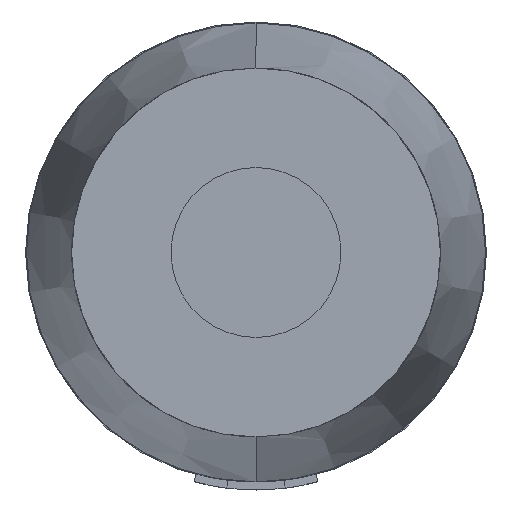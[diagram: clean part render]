
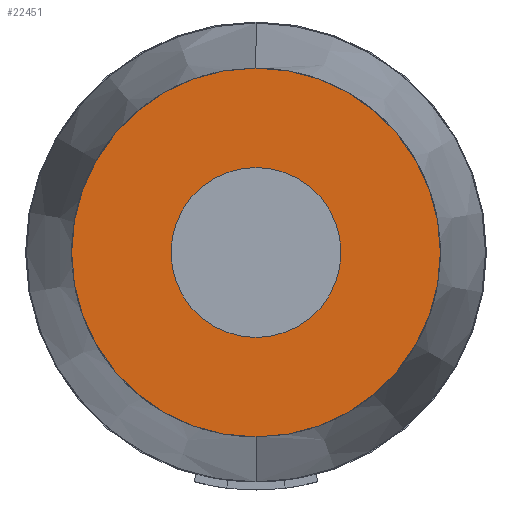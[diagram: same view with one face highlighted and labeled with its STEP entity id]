
A CAD part, front view. The second image highlights one B-rep face of the part: STEP entity #22451.
In plain terms, the highlighted planar face has unit normal (0, -1, 0).
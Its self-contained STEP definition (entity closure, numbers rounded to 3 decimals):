
#317 = EDGE_CURVE ( 'NONE', #17998, #11930, #22140, .T. ) ;
#565 = EDGE_CURVE ( 'NONE', #11930, #17998, #14600, .T. ) ;
#2397 = ORIENTED_EDGE ( 'NONE', *, *, #317, .F. ) ;
#2567 = ORIENTED_EDGE ( 'NONE', *, *, #565, .F. ) ;
#3311 = AXIS2_PLACEMENT_3D ( 'NONE', #17834, #6208, #19792 ) ;
#3485 = CARTESIAN_POINT ( 'NONE',  ( 0., -35.7, -4.6 ) ) ;
#3565 = DIRECTION ( 'NONE',  ( 0., 1., 0. ) ) ;
#4445 = EDGE_CURVE ( 'NONE', #16908, #19343, #18806, .T. ) ;
#6208 = DIRECTION ( 'NONE',  ( 0., -1., 0. ) ) ;
#6932 = CARTESIAN_POINT ( 'NONE',  ( 0., -35.7, -4.6 ) ) ;
#8295 = EDGE_CURVE ( 'NONE', #19343, #16908, #20646, .T. ) ;
#9624 = AXIS2_PLACEMENT_3D ( 'NONE', #24840, #24805, #24783 ) ;
#9814 = CARTESIAN_POINT ( 'NONE',  ( 0., -35.7, 0. ) ) ;
#9831 = DIRECTION ( 'NONE',  ( 0., 1., 0. ) ) ;
#9863 = DIRECTION ( 'NONE',  ( 0., 0., 1. ) ) ;
#9875 = EDGE_LOOP ( 'NONE', ( #2397, #2567 ) ) ;
#10642 = AXIS2_PLACEMENT_3D ( 'NONE', #16829, #16745, #15313 ) ;
#11190 = FACE_BOUND ( 'NONE', #17412, .T. ) ;
#11930 = VERTEX_POINT ( 'NONE', #6932 ) ;
#12177 = ORIENTED_EDGE ( 'NONE', *, *, #8295, .F. ) ;
#12931 = CARTESIAN_POINT ( 'NONE',  ( 0., -35.7, 4.6 ) ) ;
#14600 = CIRCLE ( 'NONE', #9624, 4.6 ) ;
#15121 = PLANE ( 'NONE',  #17803 ) ;
#15313 = DIRECTION ( 'NONE',  ( 0., 0., 1. ) ) ;
#15759 = CARTESIAN_POINT ( 'NONE',  ( 0., -35.7, -2.12 ) ) ;
#16745 = DIRECTION ( 'NONE',  ( 0., -1., 0. ) ) ;
#16829 = CARTESIAN_POINT ( 'NONE',  ( 0., -35.7, 0. ) ) ;
#16908 = VERTEX_POINT ( 'NONE', #15759 ) ;
#17060 = DIRECTION ( 'NONE',  ( 0., 0., 1. ) ) ;
#17412 = EDGE_LOOP ( 'NONE', ( #12177, #22609 ) ) ;
#17803 = AXIS2_PLACEMENT_3D ( 'NONE', #3485, #3565, #17060 ) ;
#17834 = CARTESIAN_POINT ( 'NONE',  ( 0., -35.7, 0. ) ) ;
#17998 = VERTEX_POINT ( 'NONE', #12931 ) ;
#18725 = CARTESIAN_POINT ( 'NONE',  ( 0., -35.7, 2.12 ) ) ;
#18806 = CIRCLE ( 'NONE', #10642, 2.12 ) ;
#19343 = VERTEX_POINT ( 'NONE', #18725 ) ;
#19792 = DIRECTION ( 'NONE',  ( 0., 0., 1. ) ) ;
#20646 = CIRCLE ( 'NONE', #3311, 2.12 ) ;
#20916 = FACE_OUTER_BOUND ( 'NONE', #9875, .T. ) ;
#21849 = AXIS2_PLACEMENT_3D ( 'NONE', #9814, #9831, #9863 ) ;
#22140 = CIRCLE ( 'NONE', #21849, 4.6 ) ;
#22451 = ADVANCED_FACE ( 'NONE', ( #11190, #20916 ), #15121, .F. ) ;
#22609 = ORIENTED_EDGE ( 'NONE', *, *, #4445, .F. ) ;
#24783 = DIRECTION ( 'NONE',  ( 0., 0., 1. ) ) ;
#24805 = DIRECTION ( 'NONE',  ( 0., 1., 0. ) ) ;
#24840 = CARTESIAN_POINT ( 'NONE',  ( 0., -35.7, 0. ) ) ;
